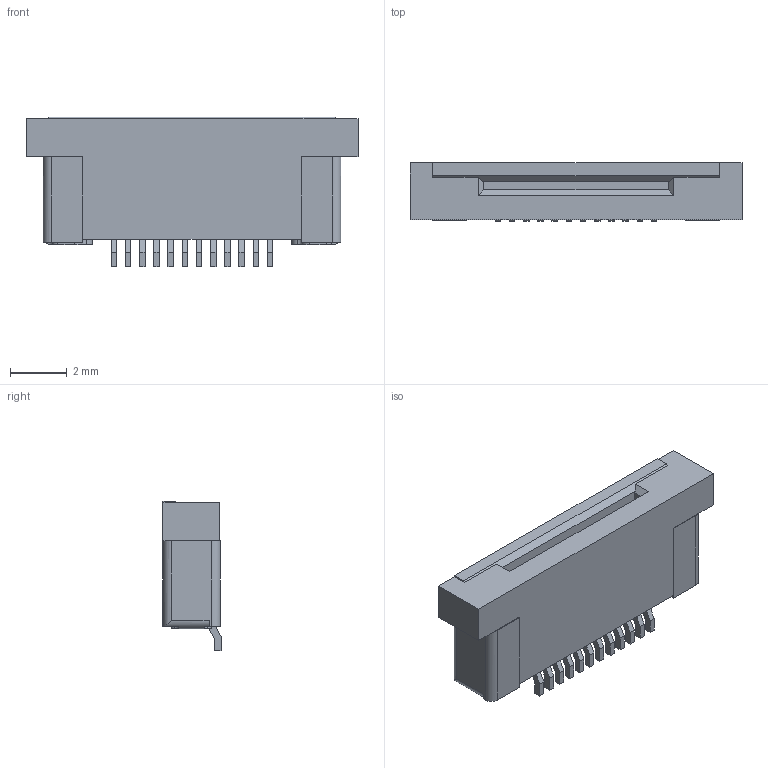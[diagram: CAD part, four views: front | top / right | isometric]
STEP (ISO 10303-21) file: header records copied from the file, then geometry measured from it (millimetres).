
FILE_DESCRIPTION(('CoCreate Modeling STEP Export'),'2;1');
FILE_NAME('FPC0.5-2-12Pin-shang.stp','2025-03-01T15:33:31',(''),(''),'CoCreate Modeling STEP processor for AP214 (Solid Model)','CoCreate Modeling 17.0 01-Apr-2010 (C) Parametric Technology GmbH','');
FILE_SCHEMA(('AUTOMOTIVE_DESIGN { 1 0 10303 214 1 1 1 1 }'));
Length unit declared in the file: millimetre
Products named in the file (2): 0.5-2-12Pin-上
Assembly tree (1 placements, depth 2):
  0.5-2-12Pin-上
    0.5-2-12Pin-上
Bounding box: 11.7 x 2.04 x 5.28 mm (x, y, z)
Volume: 88.3 mm3; surface area: 209 mm2
Topology: 1 solids, 1 shells, 170 faces, 464 edges, 308 vertices
Faces by surface type: plane 140, cylinder 30
Entity records: 5433 total; most frequent: CARTESIAN_POINT 1024, ORIENTED_EDGE 928, DIRECTION 868, EDGE_CURVE 464, VECTOR 388, LINE 388, VERTEX_POINT 308, AXIS2_PLACEMENT_3D 240
